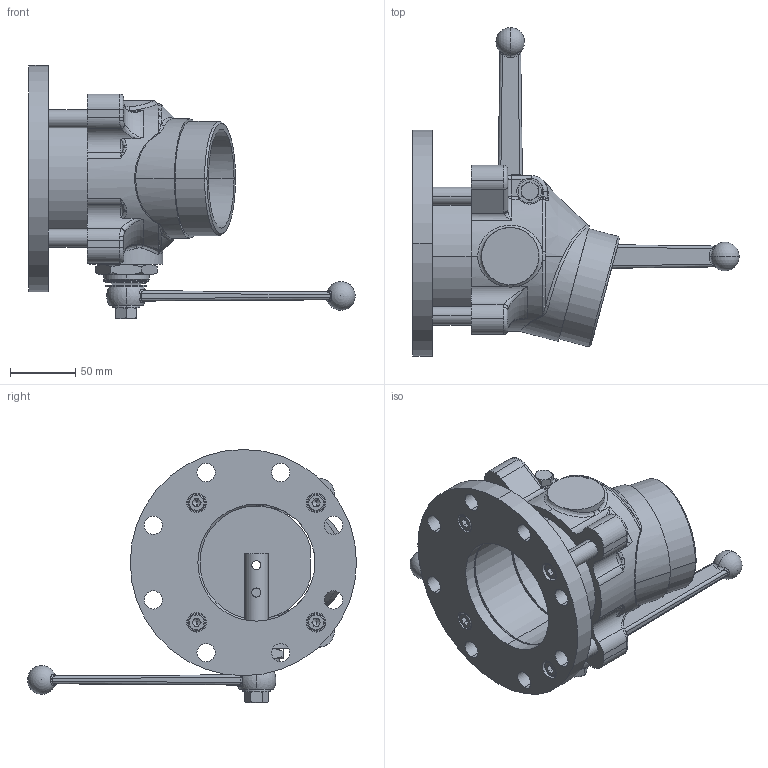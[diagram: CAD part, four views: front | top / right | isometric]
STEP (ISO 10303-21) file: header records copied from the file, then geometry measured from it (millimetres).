
FILE_DESCRIPTION (( 'STEP AP214' ), '1' );
FILE_NAME ('SGAT100DO_251887.STEP', '2012-09-24T05:47:34', ( 'Admin2' ), ( '' ), 'SwSTEP 2.0', 'SolidWorks 2010', '' );
FILE_SCHEMA (( 'AUTOMOTIVE_DESIGN' ));
Length unit declared in the file: millimetre
Products named in the file (1): SGAT100DO_251887
Bounding box: 250.93 x 253 x 194.6 mm (x, y, z)
Surface area: 205014.5 mm2 (no closed solid volume)
Topology: 0 solids, 33 shells, 860 faces, 2549 edges, 1674 vertices
Faces by surface type: plane 356, bspline 222, cylinder 155, torus 67, cone 50, sphere 10
Entity records: 51963 total; most frequent: CARTESIAN_POINT 22966, ORIENTED_EDGE 4448, DIRECTION 3783, EDGE_CURVE 2514, VERTEX_POINT 1662, LINE 1263, VECTOR 1263, AXIS2_PLACEMENT_3D 1260
